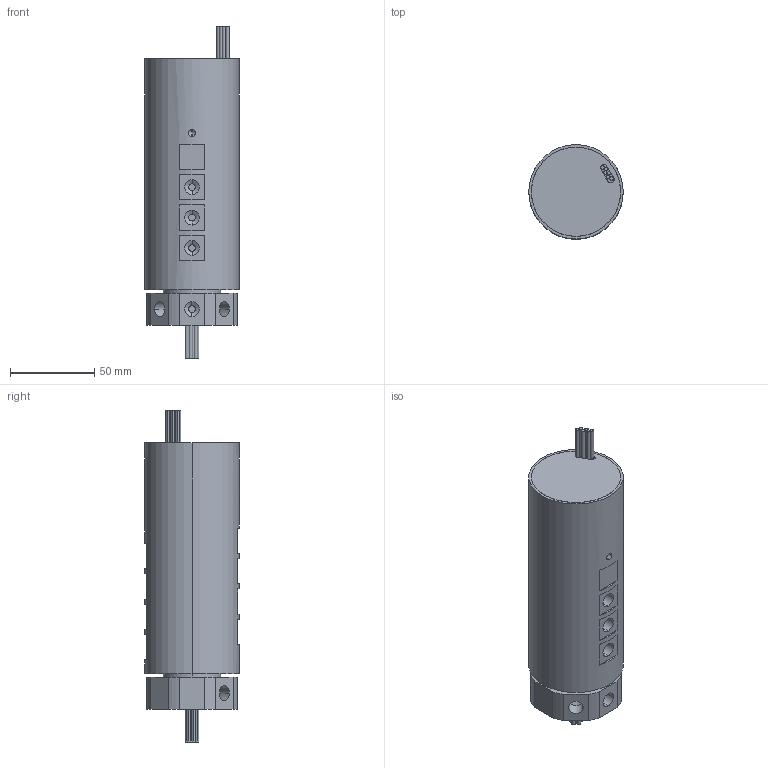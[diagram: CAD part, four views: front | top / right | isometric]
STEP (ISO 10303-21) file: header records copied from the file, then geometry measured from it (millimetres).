
FILE_DESCRIPTION (( 'STEP AP203' ), '1' );
FILE_NAME ('MK81-P1210.STEP', '2020-07-24T02:57:50', ( 'gongcheng1' ), ( '' ), 'SwSTEP 2.0', 'SolidWorks 2014', '' );
FILE_SCHEMA (( 'CONFIG_CONTROL_DESIGN' ));
Length unit declared in the file: millimetre
Products named in the file (1): MK81-P1210
Bounding box: 56 x 56 x 197 mm (x, y, z)
Volume: 375308.4 mm3; surface area: 43937.5 mm2
Topology: 1 solids, 1 shells, 212 faces, 463 edges, 284 vertices
Faces by surface type: cylinder 108, plane 68, cone 36
Entity records: 5970 total; most frequent: CARTESIAN_POINT 1114, DIRECTION 1099, ORIENTED_EDGE 902, EDGE_CURVE 451, AXIS2_PLACEMENT_3D 445, VERTEX_POINT 284, EDGE_LOOP 257, CIRCLE 232
